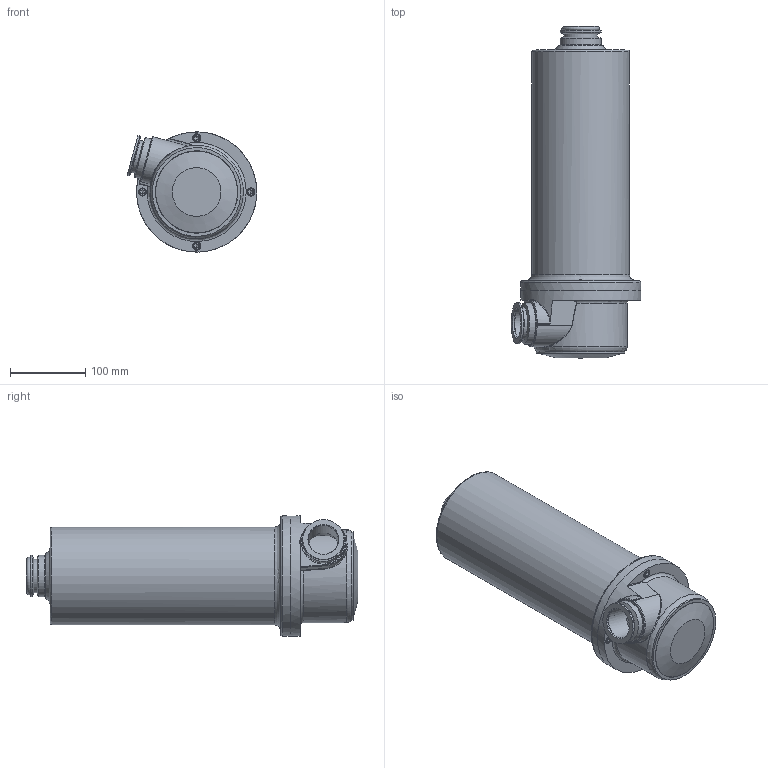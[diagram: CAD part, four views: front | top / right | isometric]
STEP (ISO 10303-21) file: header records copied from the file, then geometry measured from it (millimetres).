
FILE_DESCRIPTION((''),'2;1');
FILE_NAME('PK940028.stp','2007-10-11T15:17:02',('saenger-s'),(''),'Autodesk Inventor 11','Autodesk Inventor 11','');
FILE_SCHEMA(('AUTOMOTIVE_DESIGN { 1 0 10303 214 1 1 1 1 }'));
Length unit declared in the file: millimetre
Products named in the file (1): PK940028
Bounding box: 172.41 x 441.95 x 160 mm (x, y, z)
Volume: 5599697.4 mm3; surface area: 240222.6 mm2
Topology: 1 solids, 7 shells, 187 faces, 421 edges, 266 vertices
Faces by surface type: plane 72, cylinder 59, cone 21, bspline 19, torus 16
Full cylindrical faces by diameter (mm): 4.917 x4, 6 x4, 6.6 x4, 10 x4, 11 x4, 38 x1, 40 x3, 41 x2, 41.2 x2, 44.5 x3, 44.85 x1, 50 x3, 55 x4, 58 x1, 118 x1, 120 x1, 130 x2, 160 x2
Entity records: 6303 total; most frequent: CARTESIAN_POINT 2700, DIRECTION 745, ORIENTED_EDGE 608, AXIS2_PLACEMENT_3D 331, EDGE_LOOP 306, EDGE_CURVE 304, VERTEX_POINT 235, FACE_OUTER_BOUND 187
